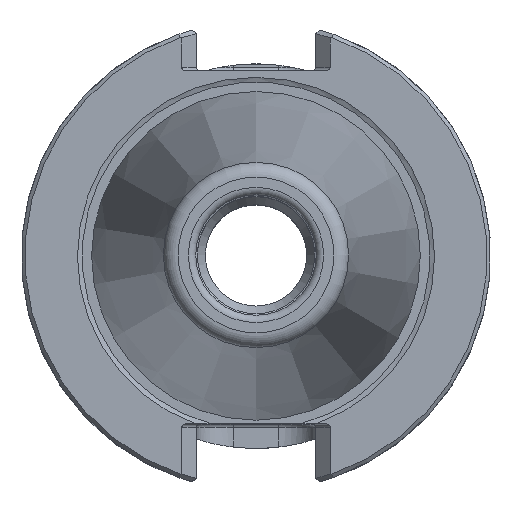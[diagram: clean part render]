
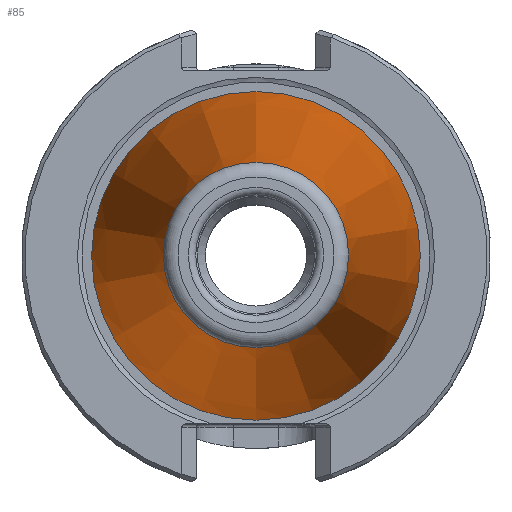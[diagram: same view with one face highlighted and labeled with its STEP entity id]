
A CAD part, top view. The second image highlights one B-rep face of the part: STEP entity #85.
In plain terms, the highlighted conical face has half-angle 8.297 degrees and reference radius 13.492 mm.
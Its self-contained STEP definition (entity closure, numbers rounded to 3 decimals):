
#85 = ADVANCED_FACE ( 'NONE', ( #5278, #3450 ), #2540, .T. ) ;
#280 = DIRECTION ( 'NONE',  ( 0., 0., -1. ) ) ;
#455 = DIRECTION ( 'NONE',  ( 0., 0., -1. ) ) ;
#463 = EDGE_LOOP ( 'NONE', ( #4574 ) ) ;
#873 = DIRECTION ( 'NONE',  ( 0., 1., 0. ) ) ;
#1163 = CARTESIAN_POINT ( 'NONE',  ( 0., 0., 59.885 ) ) ;
#1411 = DIRECTION ( 'NONE',  ( -0.294, -0.956, 0. ) ) ;
#1647 = AXIS2_PLACEMENT_3D ( 'NONE', #1861, #455, #873 ) ;
#1735 = VERTEX_POINT ( 'NONE', #3558 ) ;
#1861 = CARTESIAN_POINT ( 'NONE',  ( 0., 0., 66.539 ) ) ;
#2417 = AXIS2_PLACEMENT_3D ( 'NONE', #3945, #280, #5789 ) ;
#2540 = CONICAL_SURFACE ( 'NONE', #5910, 13.492, 0.145 ) ;
#3219 = EDGE_CURVE ( 'NONE', #1735, #1735, #4514, .T. ) ;
#3314 = EDGE_CURVE ( 'NONE', #5773, #5773, #5476, .T. ) ;
#3450 = FACE_OUTER_BOUND ( 'NONE', #463, .T. ) ;
#3558 = CARTESIAN_POINT ( 'NONE',  ( 0., 12.521, 66.539 ) ) ;
#3945 = CARTESIAN_POINT ( 'NONE',  ( 0., 0., 0. ) ) ;
#4199 = ORIENTED_EDGE ( 'NONE', *, *, #3219, .T. ) ;
#4514 = CIRCLE ( 'NONE', #1647, 12.521 ) ;
#4574 = ORIENTED_EDGE ( 'NONE', *, *, #3314, .F. ) ;
#4898 = CARTESIAN_POINT ( 'NONE',  ( 0., 22.225, 0. ) ) ;
#4911 = EDGE_LOOP ( 'NONE', ( #4199 ) ) ;
#5028 = DIRECTION ( 'NONE',  ( 0., 0., -1. ) ) ;
#5278 = FACE_BOUND ( 'NONE', #4911, .T. ) ;
#5476 = CIRCLE ( 'NONE', #2417, 22.225 ) ;
#5773 = VERTEX_POINT ( 'NONE', #4898 ) ;
#5789 = DIRECTION ( 'NONE',  ( 0., 1., 0. ) ) ;
#5910 = AXIS2_PLACEMENT_3D ( 'NONE', #1163, #5028, #1411 ) ;
